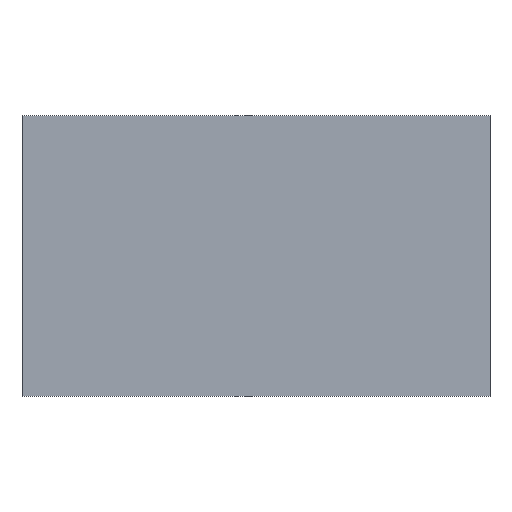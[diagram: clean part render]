
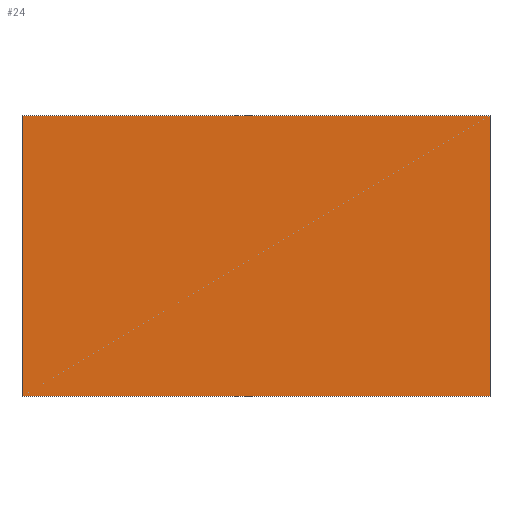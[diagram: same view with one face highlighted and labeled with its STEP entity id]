
A CAD part, front view. The second image highlights one B-rep face of the part: STEP entity #24.
In plain terms, the highlighted planar face has unit normal (0, -1, 0).
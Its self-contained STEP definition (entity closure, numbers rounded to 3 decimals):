
#24=ADVANCED_FACE('',(#30),#66,.T.);
#30=FACE_OUTER_BOUND('',#36,.F.);
#36=EDGE_LOOP('',(#57,#58,#59,#60));
#57=ORIENTED_EDGE('',*,*,#78,.T.);
#58=ORIENTED_EDGE('',*,*,#85,.F.);
#59=ORIENTED_EDGE('',*,*,#82,.F.);
#60=ORIENTED_EDGE('',*,*,#86,.T.);
#66=PLANE('',#153);
#78=EDGE_CURVE('',#117,#115,#90,.T.);
#82=EDGE_CURVE('',#113,#111,#94,.T.);
#85=EDGE_CURVE('',#111,#115,#97,.T.);
#86=EDGE_CURVE('',#113,#117,#98,.T.);
#90=LINE('',#201,#102);
#94=LINE('',#205,#106);
#97=LINE('',#208,#109);
#98=LINE('',#209,#110);
#102=VECTOR('',#163,10.);
#106=VECTOR('',#167,10.);
#109=VECTOR('',#170,6.);
#110=VECTOR('',#171,6.);
#111=VERTEX_POINT('',#190);
#113=VERTEX_POINT('',#192);
#115=VERTEX_POINT('',#194);
#117=VERTEX_POINT('',#196);
#153=AXIS2_PLACEMENT_3D('',#215,#182,#183);
#163=DIRECTION('',(1.,0.,0.));
#167=DIRECTION('',(1.,0.,0.));
#170=DIRECTION('',(0.,0.,1.));
#171=DIRECTION('',(0.,0.,1.));
#182=DIRECTION('',(0.,-1.,0.));
#183=DIRECTION('',(1.,0.,0.));
#190=CARTESIAN_POINT('',(10.,0.,0.));
#192=CARTESIAN_POINT('',(0.,0.,0.));
#194=CARTESIAN_POINT('',(10.,0.,6.));
#196=CARTESIAN_POINT('',(0.,0.,6.));
#201=CARTESIAN_POINT('',(0.,0.,6.));
#205=CARTESIAN_POINT('',(0.,0.,0.));
#208=CARTESIAN_POINT('',(10.,0.,0.));
#209=CARTESIAN_POINT('',(0.,0.,0.));
#215=CARTESIAN_POINT('',(-0.1,0.,-0.1));
